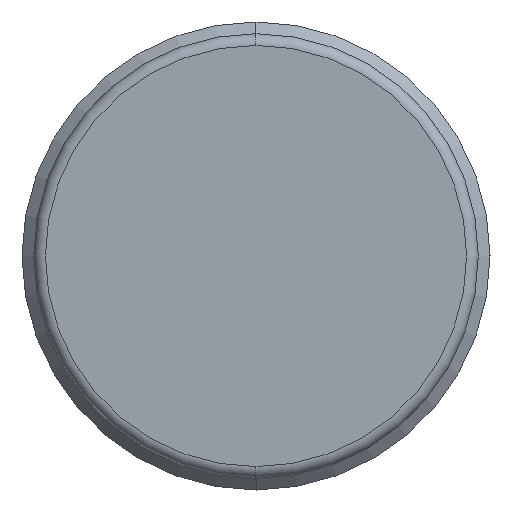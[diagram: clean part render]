
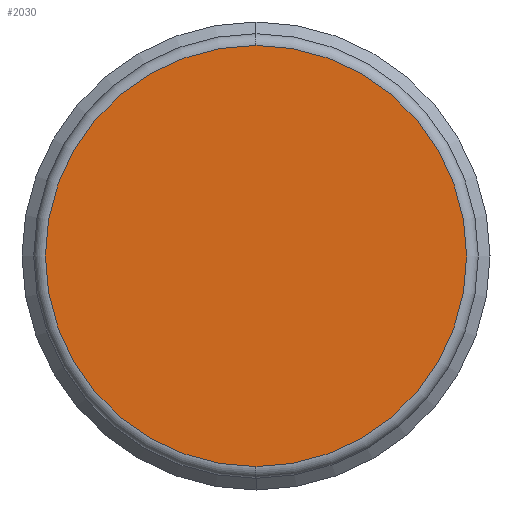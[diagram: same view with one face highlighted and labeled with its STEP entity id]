
A CAD part, left-side view. The second image highlights one B-rep face of the part: STEP entity #2030.
In plain terms, the highlighted planar face has unit normal (-1, 0, 0).
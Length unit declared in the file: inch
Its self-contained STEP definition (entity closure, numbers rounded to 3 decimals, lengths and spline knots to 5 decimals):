
#73 = DIRECTION ( 'NONE',  ( 0., 0., -1. ) ) ;
#101 = CARTESIAN_POINT ( 'NONE',  ( 0., 0., 0. ) ) ;
#111 = CIRCLE ( 'NONE', #1135, 0.36 ) ;
#566 = AXIS2_PLACEMENT_3D ( 'NONE', #101, #2323, #1302 ) ;
#643 = AXIS2_PLACEMENT_3D ( 'NONE', #1494, #1296, #2097 ) ;
#674 = PLANE ( 'NONE',  #643 ) ;
#856 = CARTESIAN_POINT ( 'NONE',  ( 0., 0., -0.36 ) ) ;
#872 = FACE_OUTER_BOUND ( 'NONE', #2576, .T. ) ;
#1100 = ORIENTED_EDGE ( 'NONE', *, *, #2502, .F. ) ;
#1135 = AXIS2_PLACEMENT_3D ( 'NONE', #1742, #2105, #73 ) ;
#1296 = DIRECTION ( 'NONE',  ( -1., 0., 0. ) ) ;
#1302 = DIRECTION ( 'NONE',  ( 0., 0., -1. ) ) ;
#1494 = CARTESIAN_POINT ( 'NONE',  ( 0., 0., 0. ) ) ;
#1731 = CIRCLE ( 'NONE', #566, 0.36 ) ;
#1742 = CARTESIAN_POINT ( 'NONE',  ( 0., 0., 0. ) ) ;
#1773 = VERTEX_POINT ( 'NONE', #2233 ) ;
#1810 = ORIENTED_EDGE ( 'NONE', *, *, #2457, .F. ) ;
#1974 = VERTEX_POINT ( 'NONE', #856 ) ;
#2030 = ADVANCED_FACE ( 'NONE', ( #872 ), #674, .T. ) ;
#2097 = DIRECTION ( 'NONE',  ( 0., 0., 1. ) ) ;
#2105 = DIRECTION ( 'NONE',  ( 1., 0., 0. ) ) ;
#2233 = CARTESIAN_POINT ( 'NONE',  ( 0., 0., 0.36 ) ) ;
#2323 = DIRECTION ( 'NONE',  ( 1., 0., 0. ) ) ;
#2457 = EDGE_CURVE ( 'NONE', #1773, #1974, #111, .T. ) ;
#2502 = EDGE_CURVE ( 'NONE', #1974, #1773, #1731, .T. ) ;
#2576 = EDGE_LOOP ( 'NONE', ( #1100, #1810 ) ) ;
